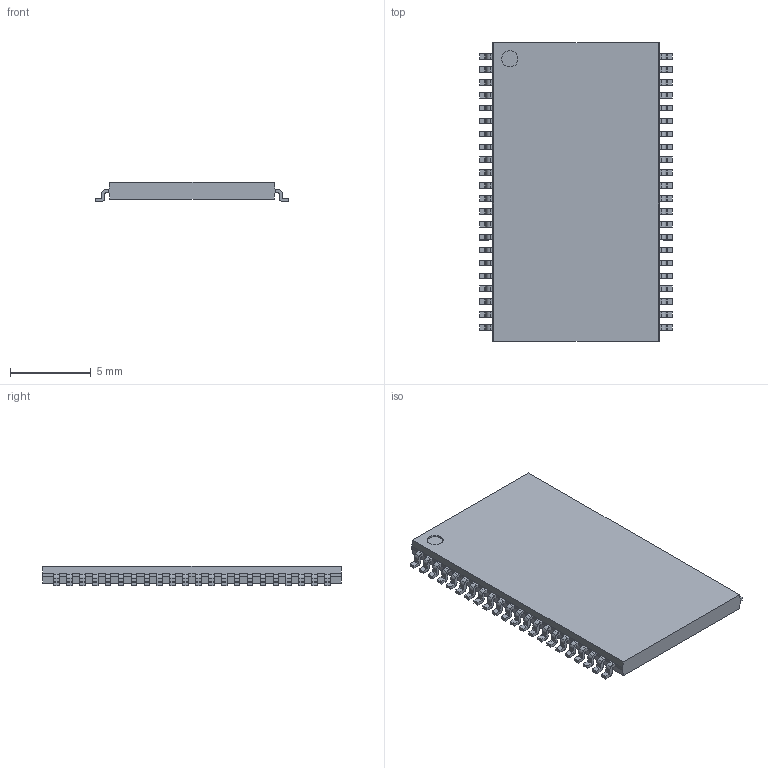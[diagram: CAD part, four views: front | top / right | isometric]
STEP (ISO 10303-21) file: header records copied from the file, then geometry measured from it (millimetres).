
FILE_DESCRIPTION((''),'2;1');
FILE_NAME('SOP80P1176X120-44N.stp','2009-02-16T15:52:19',(''),(''),'Mechanical Desktop 2006','Mechanical Desktop 2006',', , ');
FILE_SCHEMA(('AUTOMOTIVE_DESIGN { 1 2 10303 214 0 1 1 1 }'));
Length unit declared in the file: millimetre
Products named in the file (1): Product
Bounding box: 11.96 x 18.5 x 1.2 mm (x, y, z)
Volume: 203 mm3; surface area: 505.1 mm2
Topology: 45 solids, 45 shells, 805 faces, 2142 edges, 1428 vertices
Faces by surface type: bspline 396, plane 231, cylinder 178
Entity records: 27480 total; most frequent: CARTESIAN_POINT 8028, ORIENTED_EDGE 4284, DIRECTION 3670, EDGE_CURVE 2142, VECTOR 1434, LINE 1434, VERTEX_POINT 1428, AXIS2_PLACEMENT_3D 1118
